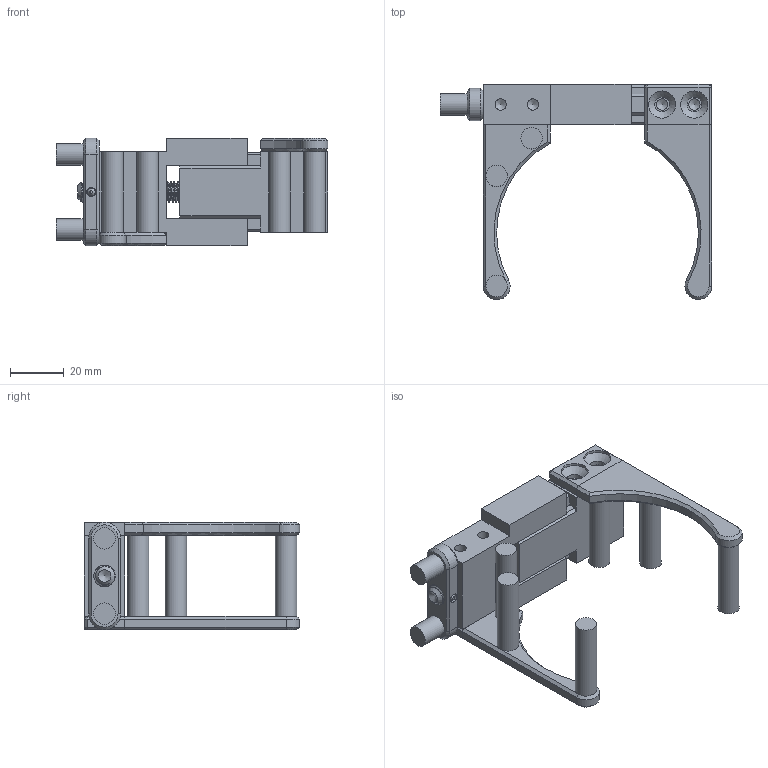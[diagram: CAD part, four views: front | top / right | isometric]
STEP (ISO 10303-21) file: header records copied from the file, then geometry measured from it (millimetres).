
FILE_DESCRIPTION(('FreeCAD Model'),'2;1');
FILE_NAME('Open CASCADE Shape Model','2024-12-23T16:51:21',(''),(''), 'Open CASCADE STEP processor 7.6','FreeCAD','Unknown');
FILE_SCHEMA(('AUTOMOTIVE_DESIGN { 1 0 10303 214 1 1 1 1 }'));
Length unit declared in the file: millimetre
Products named in the file (18): arrow-variant-3; base_outter; base_inner; arc1; arc_v004 (Mirror #1)001; Тіло004; Тіло005; Тіло006; arc2; arc_v004 (Mirror #1)002; Тіло012; Тіло013; Тіло014; screw_with_hole; screw_m8; handle; handle001; handle002
Assembly tree (17 placements, depth 3):
  arrow-variant-3
    base_outter
    base_inner
    arc1
      arc_v004 (Mirror #1)001
      Тіло004
      Тіло005
      Тіло006
    arc2
      arc_v004 (Mirror #1)002
      Тіло012
      Тіло013
      Тіло014
    screw_with_hole
      screw_m8
    handle
      handle001
      handle002
Bounding box: 101 x 80 x 40 mm (x, y, z)
Volume: 59933.5 mm3; surface area: 30148.7 mm2
Topology: 13 solids, 13 shells, 388 faces, 866 edges, 500 vertices
Faces by surface type: bspline 147, plane 131, cylinder 81, cone 29
Full cylindrical faces by diameter (mm): 3 x1, 3.4 x2, 3.736 x1, 4.2 x6, 5.5 x4, 6.8 x1, 8 x45, 9 x1, 10.1 x4
Entity records: 26858 total; most frequent: CARTESIAN_POINT 19258, ORIENTED_EDGE 1722, DIRECTION 1067, EDGE_CURVE 859, VERTEX_POINT 500, FACE_BOUND 413, EDGE_LOOP 413, ADVANCED_FACE 388
